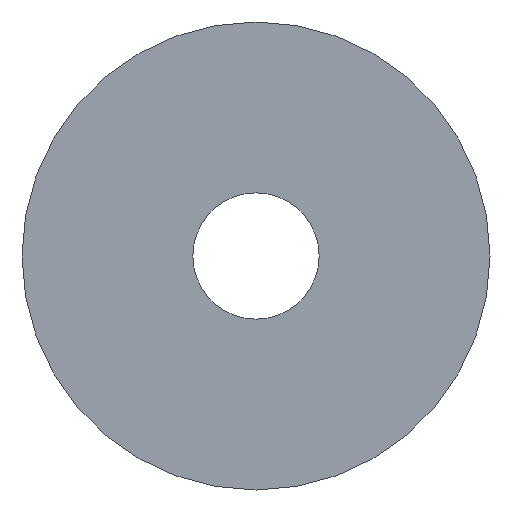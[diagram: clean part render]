
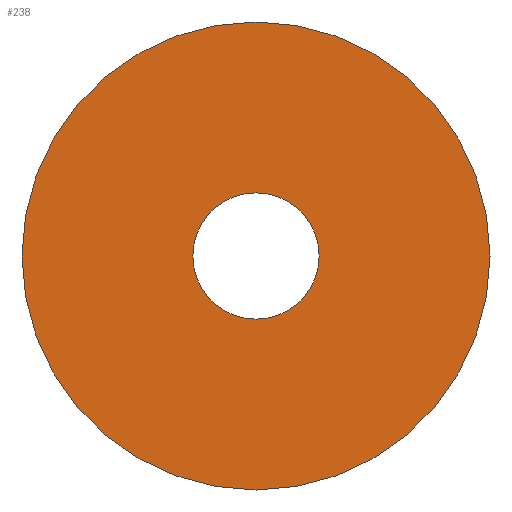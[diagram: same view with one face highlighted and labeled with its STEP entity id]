
A CAD part, front view. The second image highlights one B-rep face of the part: STEP entity #238.
In plain terms, the highlighted planar face has unit normal (0, -1, 0).
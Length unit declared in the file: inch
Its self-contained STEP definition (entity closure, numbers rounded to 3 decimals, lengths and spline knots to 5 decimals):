
#26 = DIRECTION ( 'NONE',  ( 0., 0., -1. ) ) ;
#27 = DIRECTION ( 'NONE',  ( 0., -1., 0. ) ) ;
#31 = DIRECTION ( 'NONE',  ( 0., -1., 0. ) ) ;
#32 = CARTESIAN_POINT ( 'NONE',  ( 0., 0., 0. ) ) ;
#33 = CARTESIAN_POINT ( 'NONE',  ( 0., 0., 0. ) ) ;
#34 = CARTESIAN_POINT ( 'NONE',  ( 0., 0., 0. ) ) ;
#37 = DIRECTION ( 'NONE',  ( 0., 0., -1. ) ) ;
#51 = DIRECTION ( 'NONE',  ( 0., -1., 0. ) ) ;
#52 = DIRECTION ( 'NONE',  ( 0., 0., -1. ) ) ;
#62 = FACE_OUTER_BOUND ( 'NONE', #194, .T. ) ;
#64 = AXIS2_PLACEMENT_3D ( 'NONE', #101, #100, #99 ) ;
#76 = AXIS2_PLACEMENT_3D ( 'NONE', #33, #31, #37 ) ;
#82 = AXIS2_PLACEMENT_3D ( 'NONE', #34, #51, #52 ) ;
#83 = AXIS2_PLACEMENT_3D ( 'NONE', #32, #27, #26 ) ;
#84 = FACE_BOUND ( 'NONE', #195, .T. ) ;
#99 = DIRECTION ( 'NONE',  ( 0., 0., -1. ) ) ;
#100 = DIRECTION ( 'NONE',  ( 0., -1., 0. ) ) ;
#101 = CARTESIAN_POINT ( 'NONE',  ( 0., 0., 0. ) ) ;
#102 = PLANE ( 'NONE',  #64 ) ;
#109 = DIRECTION ( 'NONE',  ( 0., 0., -1. ) ) ;
#110 = DIRECTION ( 'NONE',  ( 0., -1., 0. ) ) ;
#111 = CARTESIAN_POINT ( 'NONE',  ( 0., 0., 0. ) ) ;
#142 = CARTESIAN_POINT ( 'NONE',  ( 0., 0., 0.25 ) ) ;
#143 = CARTESIAN_POINT ( 'NONE',  ( 0., 0., -0.25 ) ) ;
#145 = CARTESIAN_POINT ( 'NONE',  ( 0., 0., -0.0675 ) ) ;
#148 = CARTESIAN_POINT ( 'NONE',  ( 0., 0., 0.0675 ) ) ;
#154 = ORIENTED_EDGE ( 'NONE', *, *, #252, .F. ) ;
#162 = ORIENTED_EDGE ( 'NONE', *, *, #250, .T. ) ;
#164 = ORIENTED_EDGE ( 'NONE', *, *, #222, .T. ) ;
#167 = ORIENTED_EDGE ( 'NONE', *, *, #245, .F. ) ;
#184 = VERTEX_POINT ( 'NONE', #145 ) ;
#185 = VERTEX_POINT ( 'NONE', #148 ) ;
#188 = VERTEX_POINT ( 'NONE', #143 ) ;
#189 = VERTEX_POINT ( 'NONE', #142 ) ;
#194 = EDGE_LOOP ( 'NONE', ( #164, #162 ) ) ;
#195 = EDGE_LOOP ( 'NONE', ( #154, #167 ) ) ;
#222 = EDGE_CURVE ( 'NONE', #188, #189, #233, .T. ) ;
#225 = CIRCLE ( 'NONE', #83, 0.0675 ) ;
#227 = CIRCLE ( 'NONE', #76, 0.25 ) ;
#230 = CIRCLE ( 'NONE', #82, 0.0675 ) ;
#233 = CIRCLE ( 'NONE', #258, 0.25 ) ;
#238 = ADVANCED_FACE ( 'NONE', ( #62, #84 ), #102, .T. ) ;
#245 = EDGE_CURVE ( 'NONE', #185, #184, #230, .T. ) ;
#250 = EDGE_CURVE ( 'NONE', #189, #188, #227, .T. ) ;
#252 = EDGE_CURVE ( 'NONE', #184, #185, #225, .T. ) ;
#258 = AXIS2_PLACEMENT_3D ( 'NONE', #111, #110, #109 ) ;
